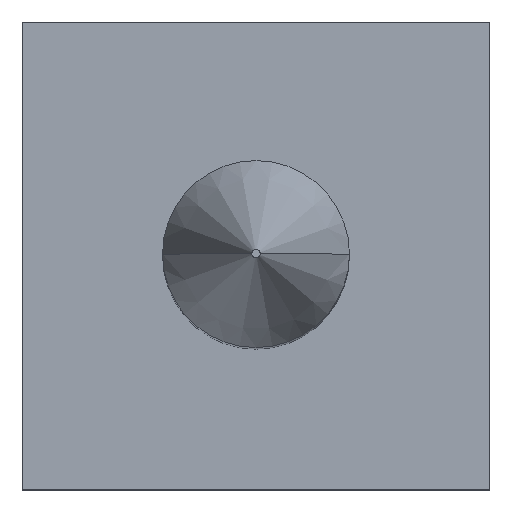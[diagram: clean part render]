
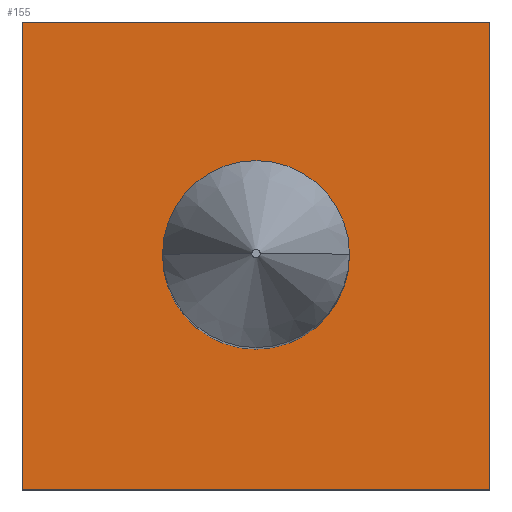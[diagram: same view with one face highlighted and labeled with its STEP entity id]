
A CAD part, top view. The second image highlights one B-rep face of the part: STEP entity #155.
In plain terms, the highlighted planar face has unit normal (0, 0, 1).
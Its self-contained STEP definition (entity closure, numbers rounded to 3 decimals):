
#2 = CARTESIAN_POINT ( 'NONE',  ( -10., 10., 15. ) ) ;
#12 = EDGE_CURVE ( 'NONE', #203, #243, #288, .T. ) ;
#33 = DIRECTION ( 'NONE',  ( 1., 0., 0. ) ) ;
#39 = CARTESIAN_POINT ( 'NONE',  ( 0., 0., 15. ) ) ;
#52 = DIRECTION ( 'NONE',  ( 1., 0., 0. ) ) ;
#53 = ORIENTED_EDGE ( 'NONE', *, *, #124, .T. ) ;
#59 = CARTESIAN_POINT ( 'NONE',  ( -10., 10., 15. ) ) ;
#60 = VECTOR ( 'NONE', #193, 1000. ) ;
#69 = ORIENTED_EDGE ( 'NONE', *, *, #306, .F. ) ;
#70 = DIRECTION ( 'NONE',  ( 0., 0., 1. ) ) ;
#81 = CARTESIAN_POINT ( 'NONE',  ( -10., -10., 15. ) ) ;
#86 = CARTESIAN_POINT ( 'NONE',  ( -10., 10., 15. ) ) ;
#96 = CARTESIAN_POINT ( 'NONE',  ( 10., -10., 15. ) ) ;
#108 = PLANE ( 'NONE',  #320 ) ;
#118 = CARTESIAN_POINT ( 'NONE',  ( 10., 10., 15. ) ) ;
#124 = EDGE_CURVE ( 'NONE', #243, #125, #163, .T. ) ;
#125 = VERTEX_POINT ( 'NONE', #81 ) ;
#127 = CARTESIAN_POINT ( 'NONE',  ( 0., 0., 15. ) ) ;
#132 = CIRCLE ( 'NONE', #316, 4. ) ;
#134 = EDGE_CURVE ( 'NONE', #125, #327, #185, .T. ) ;
#135 = FACE_BOUND ( 'NONE', #249, .T. ) ;
#137 = VECTOR ( 'NONE', #331, 1000. ) ;
#148 = CARTESIAN_POINT ( 'NONE',  ( 10., 10., 15. ) ) ;
#155 = ADVANCED_FACE ( 'NONE', ( #135, #232 ), #108, .T. ) ;
#163 = LINE ( 'NONE', #2, #263 ) ;
#164 = AXIS2_PLACEMENT_3D ( 'NONE', #270, #326, #324 ) ;
#167 = CARTESIAN_POINT ( 'NONE',  ( -10., -10., 15. ) ) ;
#175 = DIRECTION ( 'NONE',  ( 0., 0., 1. ) ) ;
#179 = VERTEX_POINT ( 'NONE', #266 ) ;
#182 = VERTEX_POINT ( 'NONE', #295 ) ;
#185 = LINE ( 'NONE', #167, #223 ) ;
#186 = EDGE_CURVE ( 'NONE', #327, #203, #292, .T. ) ;
#193 = DIRECTION ( 'NONE',  ( 0., 1., 0. ) ) ;
#203 = VERTEX_POINT ( 'NONE', #118 ) ;
#223 = VECTOR ( 'NONE', #284, 1000. ) ;
#226 = EDGE_LOOP ( 'NONE', ( #246, #329, #53, #250 ) ) ;
#232 = FACE_OUTER_BOUND ( 'NONE', #226, .T. ) ;
#243 = VERTEX_POINT ( 'NONE', #86 ) ;
#246 = ORIENTED_EDGE ( 'NONE', *, *, #186, .T. ) ;
#248 = CIRCLE ( 'NONE', #164, 4. ) ;
#249 = EDGE_LOOP ( 'NONE', ( #69, #277 ) ) ;
#250 = ORIENTED_EDGE ( 'NONE', *, *, #134, .T. ) ;
#256 = DIRECTION ( 'NONE',  ( 0., -1., 0. ) ) ;
#263 = VECTOR ( 'NONE', #256, 1000. ) ;
#266 = CARTESIAN_POINT ( 'NONE',  ( 4., 0., 15. ) ) ;
#270 = CARTESIAN_POINT ( 'NONE',  ( 0., 0., 15. ) ) ;
#277 = ORIENTED_EDGE ( 'NONE', *, *, #286, .F. ) ;
#284 = DIRECTION ( 'NONE',  ( 1., 0., 0. ) ) ;
#286 = EDGE_CURVE ( 'NONE', #179, #182, #132, .T. ) ;
#288 = LINE ( 'NONE', #59, #137 ) ;
#292 = LINE ( 'NONE', #148, #60 ) ;
#295 = CARTESIAN_POINT ( 'NONE',  ( -4., 0., 15. ) ) ;
#306 = EDGE_CURVE ( 'NONE', #182, #179, #248, .T. ) ;
#316 = AXIS2_PLACEMENT_3D ( 'NONE', #127, #70, #52 ) ;
#320 = AXIS2_PLACEMENT_3D ( 'NONE', #39, #175, #33 ) ;
#324 = DIRECTION ( 'NONE',  ( 1., 0., 0. ) ) ;
#326 = DIRECTION ( 'NONE',  ( 0., 0., 1. ) ) ;
#327 = VERTEX_POINT ( 'NONE', #96 ) ;
#329 = ORIENTED_EDGE ( 'NONE', *, *, #12, .T. ) ;
#331 = DIRECTION ( 'NONE',  ( -1., 0., 0. ) ) ;
